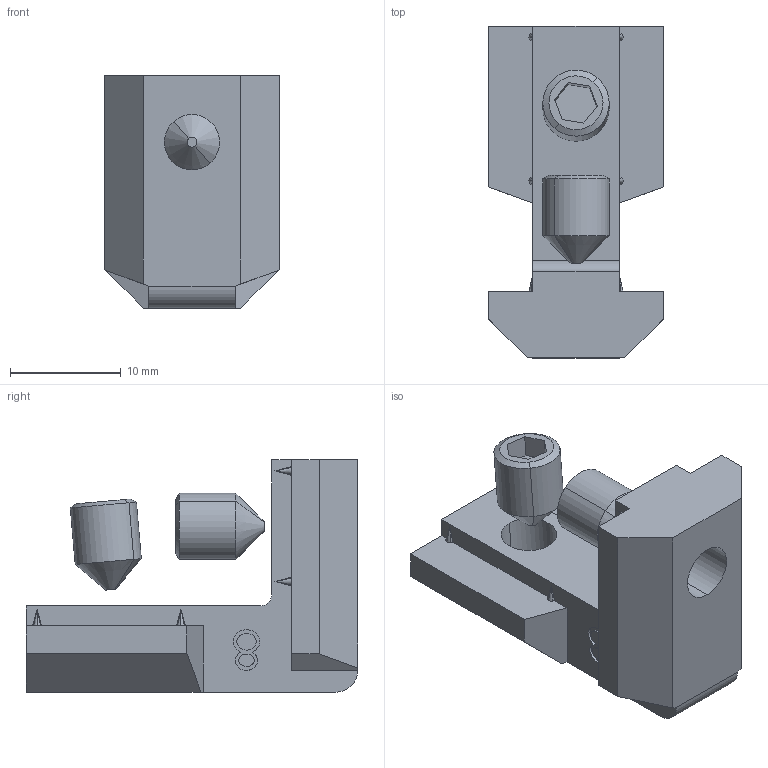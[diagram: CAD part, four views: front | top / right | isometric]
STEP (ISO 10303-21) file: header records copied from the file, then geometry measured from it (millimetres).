
FILE_DESCRIPTION (( 'STEP AP214' ), '1' );
FILE_NAME ('6268010', '2019-01-28T17:14:54', ( '' ), ('JUGARD+KÜNSTNER GmbH'), 'SwSTEP 2.0', 'SolidWorks 2017', '' );
FILE_SCHEMA (( 'AUTOMOTIVE_DESIGN' ));
Length unit declared in the file: millimetre
Products named in the file (3): Part3; Part2; 6268010
Assembly tree (3 placements, depth 2):
  6268010
    Part2
    Part3  x2
Bounding box: 15.8 x 30 x 21 mm (x, y, z)
Volume: 3844.5 mm3; surface area: 2530.5 mm2
Topology: 3 solids, 3 shells, 114 faces, 299 edges, 196 vertices
Faces by surface type: plane 69, cone 18, bspline 17, cylinder 10
Entity records: 5214 total; most frequent: CARTESIAN_POINT 1609, ORIENTED_EDGE 534, DIRECTION 441, EDGE_CURVE 267, VECTOR 193, LINE 193, VERTEX_POINT 176, AXIS2_PLACEMENT_3D 124
